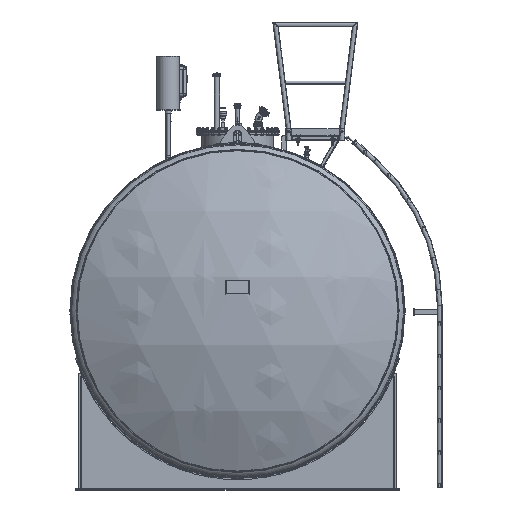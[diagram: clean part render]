
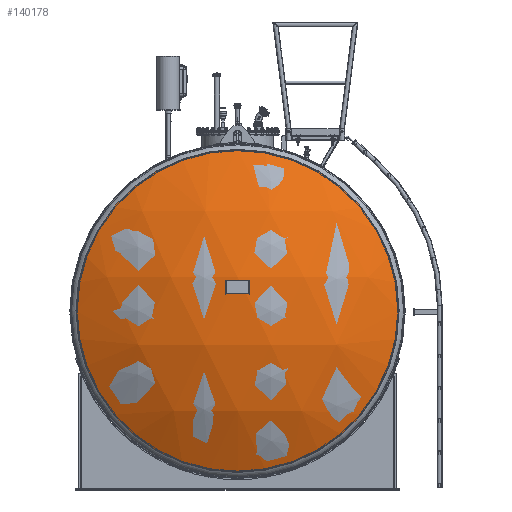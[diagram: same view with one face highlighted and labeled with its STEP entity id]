
A CAD part, left-side view. The second image highlights one B-rep face of the part: STEP entity #140178.
In plain terms, the highlighted spherical face has radius 2915 mm.
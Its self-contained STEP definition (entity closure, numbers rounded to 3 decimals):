
#3980=SPHERICAL_SURFACE('',#150230,2915.);
#16028=FACE_OUTER_BOUND('',#25001,.T.);
#25001=EDGE_LOOP('',(#111090));
#31347=CIRCLE('',#150228,1402.06);
#63365=VERTEX_POINT('',#256855);
#79969=EDGE_CURVE('',#63365,#63365,#31347,.T.);
#111090=ORIENTED_EDGE('',*,*,#79969,.T.);
#140178=ADVANCED_FACE('',(#16028),#3980,.T.);
#150228=AXIS2_PLACEMENT_3D('',#256856,#176436,#176437);
#150230=AXIS2_PLACEMENT_3D('',#256858,#176440,#176441);
#176436=DIRECTION('center_axis',(-1.,0.,0.));
#176437=DIRECTION('ref_axis',(0.,-1.,0.));
#176440=DIRECTION('center_axis',(0.,0.,
1.));
#176441=DIRECTION('ref_axis',(0.,-1.,0.));
#256855=CARTESIAN_POINT('',(-15086.927,0.,1402.06));
#256856=CARTESIAN_POINT('Origin',(-15086.927,0.,
0.));
#256858=CARTESIAN_POINT('Origin',(-12531.256,0.,
0.));
